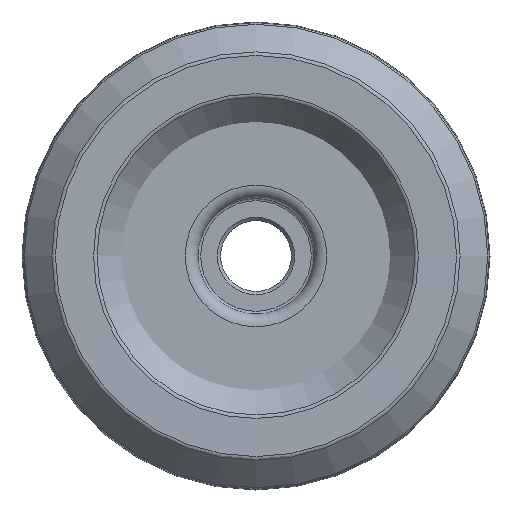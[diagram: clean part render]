
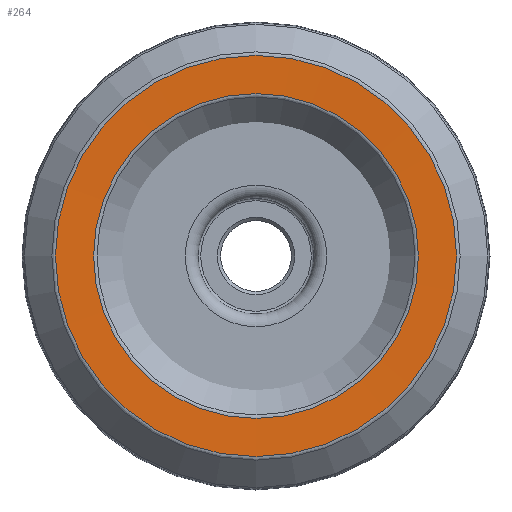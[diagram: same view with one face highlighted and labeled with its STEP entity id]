
A CAD part, left-side view. The second image highlights one B-rep face of the part: STEP entity #264.
In plain terms, the highlighted conical face has half-angle 89.003 degrees and reference radius 31.17 mm.
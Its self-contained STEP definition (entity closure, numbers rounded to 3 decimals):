
#145=FACE_BOUND('',#385,.T.);
#146=FACE_BOUND('',#386,.T.);
#188=CONICAL_SURFACE('',#942,31.17,89.003);
#264=ADVANCED_FACE('',(#145,#146),#188,.F.);
#385=EDGE_LOOP('',(#615));
#386=EDGE_LOOP('',(#616));
#615=ORIENTED_EDGE('',*,*,#793,.F.);
#616=ORIENTED_EDGE('',*,*,#794,.T.);
#702=VERTEX_POINT('',#1512);
#703=VERTEX_POINT('',#1514);
#793=EDGE_CURVE('',#702,#702,#844,.T.);
#794=EDGE_CURVE('',#703,#703,#845,.T.);
#844=CIRCLE('',#940,25.237);
#845=CIRCLE('',#941,31.17);
#940=AXIS2_PLACEMENT_3D('',#1511,#1142,#1143);
#941=AXIS2_PLACEMENT_3D('',#1513,#1144,#1145);
#942=AXIS2_PLACEMENT_3D('',#1515,#1146,#1147);
#1142=DIRECTION('',(-1.,0.,0.));
#1143=DIRECTION('',(0.,0.,1.));
#1144=DIRECTION('',(-1.,0.,0.));
#1145=DIRECTION('',(0.,0.,1.));
#1146=DIRECTION('',(-1.,0.,0.));
#1147=DIRECTION('',(0.,0.,1.));
#1511=CARTESIAN_POINT('',(0.114,0.,0.));
#1512=CARTESIAN_POINT('',(0.114,0.,25.237));
#1513=CARTESIAN_POINT('',(0.01,0.,0.));
#1514=CARTESIAN_POINT('',(0.01,0.,31.17));
#1515=CARTESIAN_POINT('',(0.01,0.,0.));
